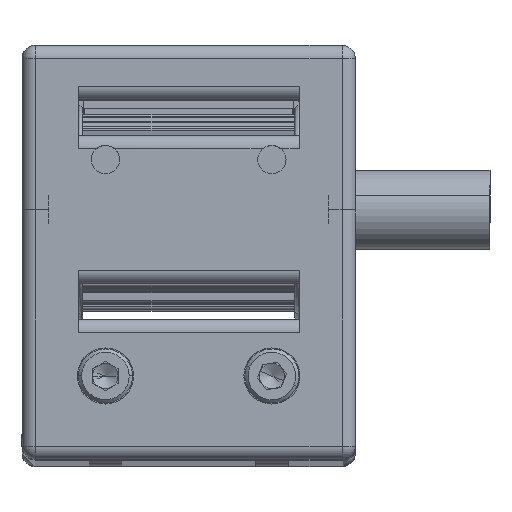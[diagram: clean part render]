
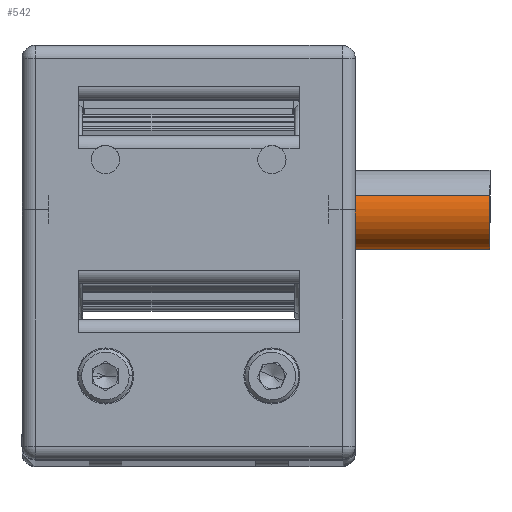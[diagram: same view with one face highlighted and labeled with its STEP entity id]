
A CAD part, top view. The second image highlights one B-rep face of the part: STEP entity #542.
In plain terms, the highlighted cylindrical face has radius 9.525 mm (diameter 19.05 mm), a partial arc.
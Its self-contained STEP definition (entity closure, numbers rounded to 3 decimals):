
#152 = EDGE_CURVE ( 'NONE', #22433, #2696, #3952, .T. ) ;
#542 = ADVANCED_FACE ( 'NONE', ( #1248 ), #1075, .T. ) ;
#1075 = CYLINDRICAL_SURFACE ( 'NONE', #12392, 9.525 ) ;
#1248 = FACE_OUTER_BOUND ( 'NONE', #21258, .T. ) ;
#2696 = VERTEX_POINT ( 'NONE', #35537 ) ;
#3591 = ORIENTED_EDGE ( 'NONE', *, *, #17768, .F. ) ;
#3952 = CIRCLE ( 'NONE', #22754, 9.525 ) ;
#4116 = ORIENTED_EDGE ( 'NONE', *, *, #152, .F. ) ;
#4152 = ORIENTED_EDGE ( 'NONE', *, *, #17777, .T. ) ;
#4488 = ORIENTED_EDGE ( 'NONE', *, *, #26308, .T. ) ;
#5210 = DIRECTION ( 'NONE',  ( 0., 0., 1. ) ) ;
#8823 = DIRECTION ( 'NONE',  ( 0.931, 0.365, 0. ) ) ;
#12392 = AXIS2_PLACEMENT_3D ( 'NONE', #37392, #34358, #8823 ) ;
#15082 = LINE ( 'NONE', #34015, #15243 ) ;
#15126 = VECTOR ( 'NONE', #5210, 1000. ) ;
#15243 = VECTOR ( 'NONE', #30909, 1000. ) ;
#15281 = LINE ( 'NONE', #39823, #15126 ) ;
#16452 = CARTESIAN_POINT ( 'NONE',  ( 0., 10.304, -112.424 ) ) ;
#17587 = DIRECTION ( 'NONE',  ( 0., 0., -1. ) ) ;
#17768 = EDGE_CURVE ( 'NONE', #2696, #38421, #15281, .T. ) ;
#17777 = EDGE_CURVE ( 'NONE', #22433, #39858, #15082, .T. ) ;
#19613 = DIRECTION ( 'NONE',  ( -0.931, -0.365, 0. ) ) ;
#21258 = EDGE_LOOP ( 'NONE', ( #3591, #4116, #4152, #4488 ) ) ;
#22433 = VERTEX_POINT ( 'NONE', #22491 ) ;
#22491 = CARTESIAN_POINT ( 'NONE',  ( 8.868, 13.78, -112.424 ) ) ;
#22754 = AXIS2_PLACEMENT_3D ( 'NONE', #16452, #38060, #19613 ) ;
#26308 = EDGE_CURVE ( 'NONE', #39858, #38421, #37042, .T. ) ;
#27919 = AXIS2_PLACEMENT_3D ( 'NONE', #36182, #17587, #39108 ) ;
#30666 = CARTESIAN_POINT ( 'NONE',  ( -8.868, 6.827, -76.458 ) ) ;
#30909 = DIRECTION ( 'NONE',  ( 0., 0., 1. ) ) ;
#33154 = CARTESIAN_POINT ( 'NONE',  ( 8.868, 13.78, -76.458 ) ) ;
#34015 = CARTESIAN_POINT ( 'NONE',  ( 8.868, 13.78, -79.658 ) ) ;
#34358 = DIRECTION ( 'NONE',  ( 0., 0., 1. ) ) ;
#35537 = CARTESIAN_POINT ( 'NONE',  ( -8.868, 6.827, -112.424 ) ) ;
#36182 = CARTESIAN_POINT ( 'NONE',  ( 0., 10.304, -76.458 ) ) ;
#37042 = CIRCLE ( 'NONE', #27919, 9.525 ) ;
#37392 = CARTESIAN_POINT ( 'NONE',  ( 0., 10.304, -79.658 ) ) ;
#38060 = DIRECTION ( 'NONE',  ( 0., 0., -1. ) ) ;
#38421 = VERTEX_POINT ( 'NONE', #30666 ) ;
#39108 = DIRECTION ( 'NONE',  ( -0.931, -0.365, 0. ) ) ;
#39823 = CARTESIAN_POINT ( 'NONE',  ( -8.868, 6.827, -79.658 ) ) ;
#39858 = VERTEX_POINT ( 'NONE', #33154 ) ;
